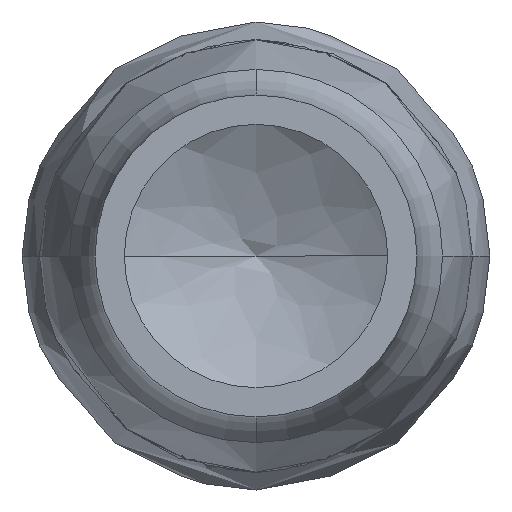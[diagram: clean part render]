
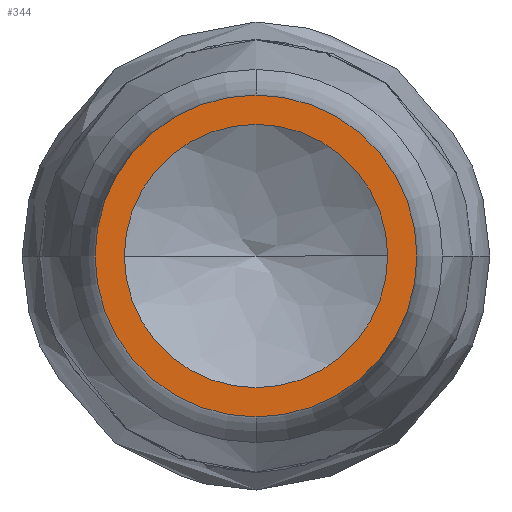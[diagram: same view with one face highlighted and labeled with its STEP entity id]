
A CAD part, front view. The second image highlights one B-rep face of the part: STEP entity #344.
In plain terms, the highlighted planar face has unit normal (0, -1, 0).
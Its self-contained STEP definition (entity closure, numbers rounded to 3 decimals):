
#5 = AXIS2_PLACEMENT_3D ( 'NONE', #1452, #1436, #418 ) ;
#68 = CIRCLE ( 'NONE', #1247, 4.5 ) ;
#122 = CARTESIAN_POINT ( 'NONE',  ( 0., 0., -4.5 ) ) ;
#150 = VERTEX_POINT ( 'NONE', #1269 ) ;
#262 = ORIENTED_EDGE ( 'NONE', *, *, #1311, .F. ) ;
#303 = EDGE_CURVE ( 'NONE', #383, #150, #674, .T. ) ;
#344 = ADVANCED_FACE ( 'NONE', ( #941, #1462 ), #1424, .F. ) ;
#361 = CIRCLE ( 'NONE', #5, 4.5 ) ;
#363 = EDGE_CURVE ( 'NONE', #150, #383, #1101, .T. ) ;
#383 = VERTEX_POINT ( 'NONE', #859 ) ;
#404 = EDGE_CURVE ( 'NONE', #1378, #1015, #361, .T. ) ;
#416 = DIRECTION ( 'NONE',  ( 0., -1., 0. ) ) ;
#418 = DIRECTION ( 'NONE',  ( 0., 0., 1. ) ) ;
#433 = DIRECTION ( 'NONE',  ( 0., -1., 0. ) ) ;
#533 = ORIENTED_EDGE ( 'NONE', *, *, #303, .T. ) ;
#636 = AXIS2_PLACEMENT_3D ( 'NONE', #976, #1204, #641 ) ;
#641 = DIRECTION ( 'NONE',  ( 0., 0., -1. ) ) ;
#674 = CIRCLE ( 'NONE', #696, 5.5 ) ;
#675 = EDGE_LOOP ( 'NONE', ( #262, #774 ) ) ;
#688 = EDGE_LOOP ( 'NONE', ( #533, #777 ) ) ;
#696 = AXIS2_PLACEMENT_3D ( 'NONE', #1055, #416, #848 ) ;
#735 = DIRECTION ( 'NONE',  ( 0., 0., 1. ) ) ;
#774 = ORIENTED_EDGE ( 'NONE', *, *, #404, .F. ) ;
#777 = ORIENTED_EDGE ( 'NONE', *, *, #363, .T. ) ;
#848 = DIRECTION ( 'NONE',  ( 0., 0., -1. ) ) ;
#859 = CARTESIAN_POINT ( 'NONE',  ( 0., 0., -5.5 ) ) ;
#860 = AXIS2_PLACEMENT_3D ( 'NONE', #1190, #1413, #735 ) ;
#941 = FACE_BOUND ( 'NONE', #675, .T. ) ;
#976 = CARTESIAN_POINT ( 'NONE',  ( 0., 0., 0. ) ) ;
#989 = DIRECTION ( 'NONE',  ( 0., 0., 1. ) ) ;
#1015 = VERTEX_POINT ( 'NONE', #122 ) ;
#1055 = CARTESIAN_POINT ( 'NONE',  ( 0., 0., 0. ) ) ;
#1101 = CIRCLE ( 'NONE', #636, 5.5 ) ;
#1190 = CARTESIAN_POINT ( 'NONE',  ( 0., 0., 0. ) ) ;
#1204 = DIRECTION ( 'NONE',  ( 0., -1., 0. ) ) ;
#1247 = AXIS2_PLACEMENT_3D ( 'NONE', #1337, #433, #989 ) ;
#1269 = CARTESIAN_POINT ( 'NONE',  ( 0., 0., 5.5 ) ) ;
#1311 = EDGE_CURVE ( 'NONE', #1015, #1378, #68, .T. ) ;
#1337 = CARTESIAN_POINT ( 'NONE',  ( 0., 0., 0. ) ) ;
#1378 = VERTEX_POINT ( 'NONE', #1471 ) ;
#1413 = DIRECTION ( 'NONE',  ( 0., 1., 0. ) ) ;
#1424 = PLANE ( 'NONE',  #860 ) ;
#1436 = DIRECTION ( 'NONE',  ( 0., -1., 0. ) ) ;
#1452 = CARTESIAN_POINT ( 'NONE',  ( 0., 0., 0. ) ) ;
#1462 = FACE_OUTER_BOUND ( 'NONE', #688, .T. ) ;
#1471 = CARTESIAN_POINT ( 'NONE',  ( 0., 0., 4.5 ) ) ;
